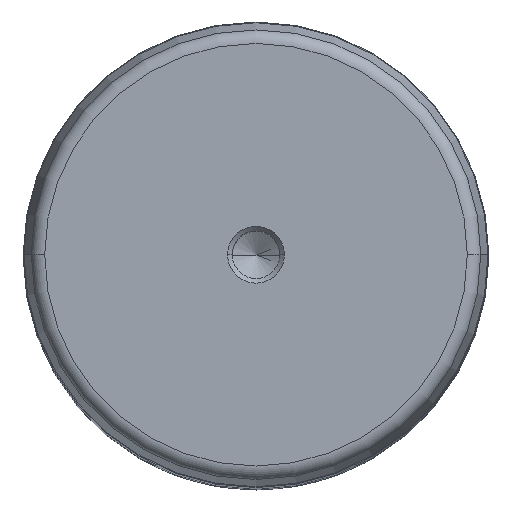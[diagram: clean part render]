
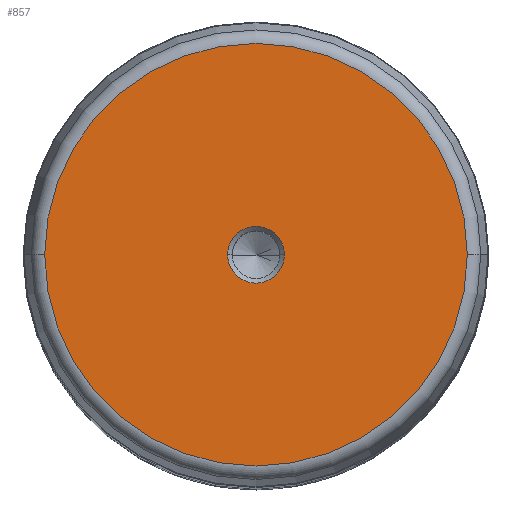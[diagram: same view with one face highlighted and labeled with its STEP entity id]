
A CAD part, top view. The second image highlights one B-rep face of the part: STEP entity #857.
In plain terms, the highlighted planar face has unit normal (0, 0, 1).
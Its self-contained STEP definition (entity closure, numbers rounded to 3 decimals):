
#15 = EDGE_CURVE ( 'NONE', #2290, #2821, #2592, .T. ) ;
#86 = EDGE_CURVE ( 'NONE', #3641, #3214, #3028, .T. ) ;
#145 = AXIS2_PLACEMENT_3D ( 'NONE', #900, #2568, #1431 ) ;
#174 = CARTESIAN_POINT ( 'NONE',  ( 0., 0., 315. ) ) ;
#381 = DIRECTION ( 'NONE',  ( 0., 0., 1. ) ) ;
#489 = DIRECTION ( 'NONE',  ( 1., 0., 0. ) ) ;
#702 = CARTESIAN_POINT ( 'NONE',  ( -6.1, 0., 315. ) ) ;
#708 = CARTESIAN_POINT ( 'NONE',  ( -45.379, 0., 315. ) ) ;
#783 = DIRECTION ( 'NONE',  ( -1., 0., 0. ) ) ;
#790 = EDGE_LOOP ( 'NONE', ( #964, #3585 ) ) ;
#857 = ADVANCED_FACE ( 'NONE', ( #1699, #884 ), #996, .T. ) ;
#884 = FACE_OUTER_BOUND ( 'NONE', #1525, .T. ) ;
#900 = CARTESIAN_POINT ( 'NONE',  ( 0., 0., 315. ) ) ;
#948 = AXIS2_PLACEMENT_3D ( 'NONE', #174, #2188, #783 ) ;
#964 = ORIENTED_EDGE ( 'NONE', *, *, #15, .T. ) ;
#996 = PLANE ( 'NONE',  #2082 ) ;
#1008 = DIRECTION ( 'NONE',  ( 1., 0., 0. ) ) ;
#1232 = ORIENTED_EDGE ( 'NONE', *, *, #3324, .F. ) ;
#1341 = EDGE_CURVE ( 'NONE', #2821, #2290, #1735, .T. ) ;
#1369 = CARTESIAN_POINT ( 'NONE',  ( 0., 0., 315. ) ) ;
#1431 = DIRECTION ( 'NONE',  ( 1., 0., 0. ) ) ;
#1525 = EDGE_LOOP ( 'NONE', ( #1232, #2902 ) ) ;
#1699 = FACE_BOUND ( 'NONE', #790, .T. ) ;
#1735 = CIRCLE ( 'NONE', #145, 6.1 ) ;
#1814 = CARTESIAN_POINT ( 'NONE',  ( 0., 0., 315. ) ) ;
#1923 = CARTESIAN_POINT ( 'NONE',  ( 0., 0., 315. ) ) ;
#2026 = CARTESIAN_POINT ( 'NONE',  ( 45.379, 0., 315. ) ) ;
#2082 = AXIS2_PLACEMENT_3D ( 'NONE', #1814, #381, #1008 ) ;
#2186 = AXIS2_PLACEMENT_3D ( 'NONE', #1923, #3632, #489 ) ;
#2188 = DIRECTION ( 'NONE',  ( 0., 0., -1. ) ) ;
#2290 = VERTEX_POINT ( 'NONE', #2639 ) ;
#2495 = DIRECTION ( 'NONE',  ( -1., 0., 0. ) ) ;
#2568 = DIRECTION ( 'NONE',  ( 0., 0., -1. ) ) ;
#2592 = CIRCLE ( 'NONE', #2186, 6.1 ) ;
#2639 = CARTESIAN_POINT ( 'NONE',  ( 6.1, 0., 315. ) ) ;
#2821 = VERTEX_POINT ( 'NONE', #702 ) ;
#2902 = ORIENTED_EDGE ( 'NONE', *, *, #86, .F. ) ;
#3028 = CIRCLE ( 'NONE', #3393, 45.379 ) ;
#3085 = DIRECTION ( 'NONE',  ( 0., 0., -1. ) ) ;
#3214 = VERTEX_POINT ( 'NONE', #708 ) ;
#3324 = EDGE_CURVE ( 'NONE', #3214, #3641, #3614, .T. ) ;
#3393 = AXIS2_PLACEMENT_3D ( 'NONE', #1369, #3085, #2495 ) ;
#3585 = ORIENTED_EDGE ( 'NONE', *, *, #1341, .T. ) ;
#3614 = CIRCLE ( 'NONE', #948, 45.379 ) ;
#3632 = DIRECTION ( 'NONE',  ( 0., 0., -1. ) ) ;
#3641 = VERTEX_POINT ( 'NONE', #2026 ) ;
